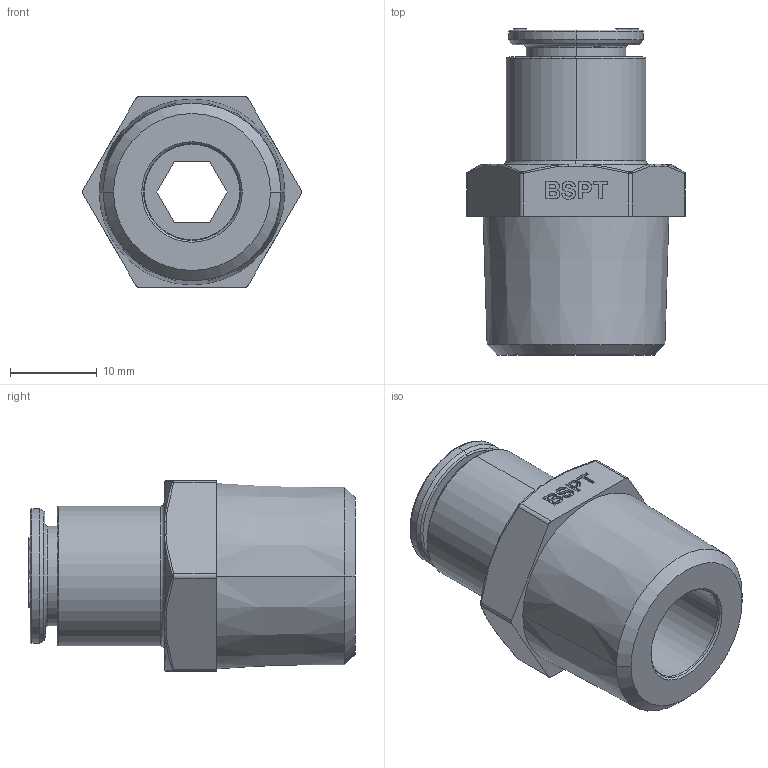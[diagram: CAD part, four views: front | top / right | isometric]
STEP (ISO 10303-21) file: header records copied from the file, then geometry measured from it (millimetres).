
FILE_DESCRIPTION(('STEP AP214'),'1');
FILE_NAME('6875_10_21.stp','2016-07-07T14:47:05',('TraceParts'),('TraceParts S.A.'),'Spatial InterOp 3D',' ',' ');
FILE_SCHEMA(('automotive_design'));
Length unit declared in the file: millimetre
Products named in the file (6): 6875 10 21|44110-19_ASM_1849#44110-19_ASM|44110-32_1845#44110-32;Solide1; 6875 10 21|44110-19_ASM_1849#44110-19_ASM|44110_1846#44110;Solide1; 6875 10 21|44110-19_ASM_1849#44110-19_ASM|44110-30_1847#44110-30;Solide1; 6875 10 21|44110-19_ASM_1849#44110-19_ASM|44110-40_1848#44110-40;Solide1; 6875 10 21|44520-53-06_1844#44520-53-06;Solide1; 6875 10 21|44110-11-10-ASM_1850#44110-11-10-ASM;Solide1
Bounding box: 25.25 x 37.65 x 22 mm (x, y, z)
Volume: 7996.2 mm3; surface area: 6340 mm2
Topology: 6 solids, 6 shells, 822 faces, 2093 edges, 1317 vertices
Faces by surface type: plane 329, bspline 176, cylinder 122, torus 99, cone 96
Entity records: 36478 total; most frequent: CARTESIAN_POINT 10582, ORIENTED_EDGE 4186, DIRECTION 3703, EDGE_CURVE 2093, VERTEX_POINT 1317, AXIS2_PLACEMENT_3D 1268, LINE 1167, VECTOR 1167
